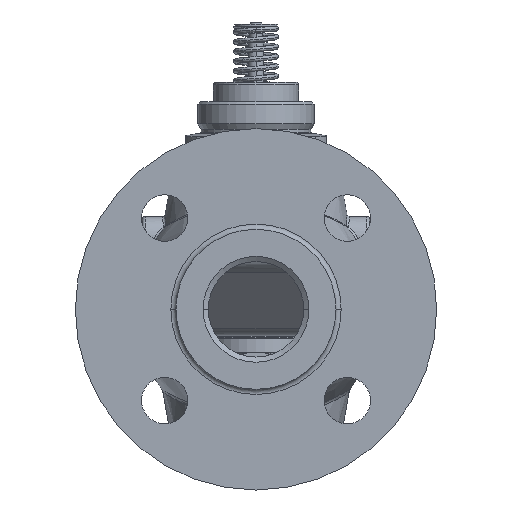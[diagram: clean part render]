
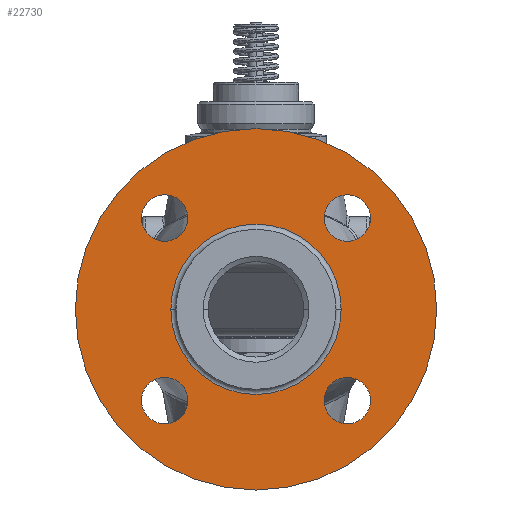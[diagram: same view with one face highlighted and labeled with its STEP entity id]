
A CAD part, left-side view. The second image highlights one B-rep face of the part: STEP entity #22730.
In plain terms, the highlighted planar face has unit normal (-1, 0, 0).
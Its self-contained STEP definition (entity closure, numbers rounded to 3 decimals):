
#69=CARTESIAN_POINT('',(-88.,0.,0.));
#70=DIRECTION('',(-1.,0.,0.));
#71=DIRECTION('',(0.,1.,0.));
#72=AXIS2_PLACEMENT_3D('',#69,#70,#71);
#74=CARTESIAN_POINT('',(-88.,0.,0.));
#75=DIRECTION('',(1.,0.,0.));
#76=DIRECTION('',(0.,1.,0.));
#77=AXIS2_PLACEMENT_3D('',#74,#75,#76);
#79=CARTESIAN_POINT('',(-88.,-35.355,35.355));
#80=DIRECTION('',(1.,0.,0.));
#81=DIRECTION('',(0.,1.,0.));
#82=AXIS2_PLACEMENT_3D('',#79,#80,#81);
#84=CARTESIAN_POINT('',(-88.,-35.355,35.355));
#85=DIRECTION('',(1.,0.,0.));
#86=DIRECTION('',(0.,-1.,0.));
#87=AXIS2_PLACEMENT_3D('',#84,#85,#86);
#89=CARTESIAN_POINT('',(-88.,35.355,35.355));
#90=DIRECTION('',(1.,0.,0.));
#91=DIRECTION('',(0.,1.,0.));
#92=AXIS2_PLACEMENT_3D('',#89,#90,#91);
#94=CARTESIAN_POINT('',(-88.,35.355,35.355));
#95=DIRECTION('',(1.,0.,0.));
#96=DIRECTION('',(0.,-1.,0.));
#97=AXIS2_PLACEMENT_3D('',#94,#95,#96);
#99=CARTESIAN_POINT('',(-88.,35.355,-35.355));
#100=DIRECTION('',(1.,0.,0.));
#101=DIRECTION('',(0.,1.,0.));
#102=AXIS2_PLACEMENT_3D('',#99,#100,#101);
#104=CARTESIAN_POINT('',(-88.,35.355,-35.355));
#105=DIRECTION('',(1.,0.,0.));
#106=DIRECTION('',(0.,-1.,0.));
#107=AXIS2_PLACEMENT_3D('',#104,#105,#106);
#109=CARTESIAN_POINT('',(-88.,-35.355,-35.355));
#110=DIRECTION('',(1.,0.,0.));
#111=DIRECTION('',(0.,1.,0.));
#112=AXIS2_PLACEMENT_3D('',#109,#110,#111);
#114=CARTESIAN_POINT('',(-88.,-35.355,-35.355));
#115=DIRECTION('',(1.,0.,0.));
#116=DIRECTION('',(0.,-1.,0.));
#117=AXIS2_PLACEMENT_3D('',#114,#115,#116);
#119=CARTESIAN_POINT('',(-88.,0.,0.));
#120=DIRECTION('',(1.,0.,0.));
#121=DIRECTION('',(0.,1.,0.));
#122=AXIS2_PLACEMENT_3D('',#119,#120,#121);
#134=CARTESIAN_POINT('',(-88.,0.,0.));
#135=DIRECTION('',(-1.,0.,0.));
#136=DIRECTION('',(0.,1.,0.));
#137=AXIS2_PLACEMENT_3D('',#134,#135,#136);
#21034=CARTESIAN_POINT('',(-88.,70.,0.));
#21036=VERTEX_POINT('',#21034);
#21037=CARTESIAN_POINT('',(-88.,33.,0.));
#21039=VERTEX_POINT('',#21037);
#21056=CARTESIAN_POINT('',(-88.,-70.,0.));
#21058=VERTEX_POINT('',#21056);
#21059=CARTESIAN_POINT('',(-88.,-33.,0.));
#21061=VERTEX_POINT('',#21059);
#21152=CARTESIAN_POINT('',(-88.,-26.355,35.355));
#21153=CARTESIAN_POINT('',(-88.,-44.355,35.355));
#21154=VERTEX_POINT('',#21152);
#21155=VERTEX_POINT('',#21153);
#21160=CARTESIAN_POINT('',(-88.,44.355,35.355));
#21161=CARTESIAN_POINT('',(-88.,26.355,35.355));
#21162=VERTEX_POINT('',#21160);
#21163=VERTEX_POINT('',#21161);
#21168=CARTESIAN_POINT('',(-88.,44.355,-35.355));
#21169=CARTESIAN_POINT('',(-88.,26.355,-35.355));
#21170=VERTEX_POINT('',#21168);
#21171=VERTEX_POINT('',#21169);
#21176=CARTESIAN_POINT('',(-88.,-26.355,-35.355));
#21177=CARTESIAN_POINT('',(-88.,-44.355,-35.355));
#21178=VERTEX_POINT('',#21176);
#21179=VERTEX_POINT('',#21177);
#22691=CARTESIAN_POINT('',(-88.,0.,0.));
#22692=DIRECTION('',(1.,0.,0.));
#22693=DIRECTION('',(0.,-1.,0.));
#22694=AXIS2_PLACEMENT_3D('',#22691,#22692,#22693);
#22695=PLANE('',#22694);
#22696=ORIENTED_EDGE('',*,*,#22684,.F.);
#22697=ORIENTED_EDGE('',*,*,#22673,.T.);
#22698=EDGE_LOOP('',(#22696,#22697));
#22699=FACE_OUTER_BOUND('',#22698,.F.);
#22701=ORIENTED_EDGE('',*,*,#22700,.F.);
#22703=ORIENTED_EDGE('',*,*,#22702,.T.);
#22704=EDGE_LOOP('',(#22701,#22703));
#22705=FACE_BOUND('',#22704,.F.);
#22707=ORIENTED_EDGE('',*,*,#22706,.F.);
#22709=ORIENTED_EDGE('',*,*,#22708,.F.);
#22710=EDGE_LOOP('',(#22707,#22709));
#22711=FACE_BOUND('',#22710,.F.);
#22713=ORIENTED_EDGE('',*,*,#22712,.F.);
#22715=ORIENTED_EDGE('',*,*,#22714,.F.);
#22716=EDGE_LOOP('',(#22713,#22715));
#22717=FACE_BOUND('',#22716,.F.);
#22719=ORIENTED_EDGE('',*,*,#22718,.F.);
#22721=ORIENTED_EDGE('',*,*,#22720,.F.);
#22722=EDGE_LOOP('',(#22719,#22721));
#22723=FACE_BOUND('',#22722,.F.);
#22725=ORIENTED_EDGE('',*,*,#22724,.F.);
#22727=ORIENTED_EDGE('',*,*,#22726,.F.);
#22728=EDGE_LOOP('',(#22725,#22727));
#22729=FACE_BOUND('',#22728,.F.);
#22730=ADVANCED_FACE('',(#22699,#22705,#22711,#22717,#22723,#22729),#22695,.F.);
#73=CIRCLE('',#72,70.);
#78=CIRCLE('',#77,70.);
#83=CIRCLE('',#82,9.);
#88=CIRCLE('',#87,9.);
#93=CIRCLE('',#92,9.);
#98=CIRCLE('',#97,9.);
#103=CIRCLE('',#102,9.);
#108=CIRCLE('',#107,9.);
#113=CIRCLE('',#112,9.);
#118=CIRCLE('',#117,9.);
#123=CIRCLE('',#122,33.);
#138=CIRCLE('',#137,33.);
#22673=EDGE_CURVE('',#21036,#21058,#78,.T.);
#22684=EDGE_CURVE('',#21036,#21058,#73,.T.);
#22700=EDGE_CURVE('',#21039,#21061,#123,.T.);
#22702=EDGE_CURVE('',#21039,#21061,#138,.T.);
#22706=EDGE_CURVE('',#21154,#21155,#83,.T.);
#22708=EDGE_CURVE('',#21155,#21154,#88,.T.);
#22712=EDGE_CURVE('',#21162,#21163,#93,.T.);
#22714=EDGE_CURVE('',#21163,#21162,#98,.T.);
#22718=EDGE_CURVE('',#21170,#21171,#103,.T.);
#22720=EDGE_CURVE('',#21171,#21170,#108,.T.);
#22724=EDGE_CURVE('',#21178,#21179,#113,.T.);
#22726=EDGE_CURVE('',#21179,#21178,#118,.T.);
